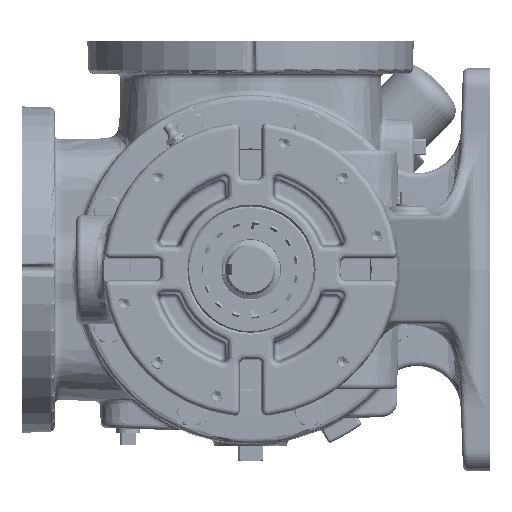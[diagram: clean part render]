
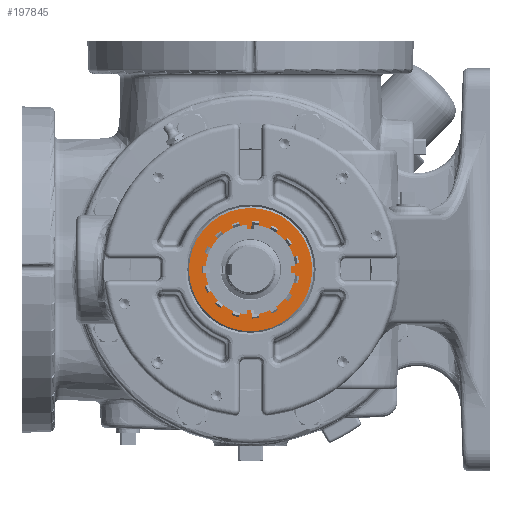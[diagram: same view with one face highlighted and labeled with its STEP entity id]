
A CAD part, left-side view. The second image highlights one B-rep face of the part: STEP entity #197845.
In plain terms, the highlighted planar face has unit normal (-1, 0, 0).
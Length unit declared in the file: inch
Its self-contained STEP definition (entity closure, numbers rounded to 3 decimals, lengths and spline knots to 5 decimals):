
#4833 = VERTEX_POINT ( 'NONE', #318614 ) ;
#35549 = EDGE_CURVE ( 'NONE', #253117, #266931, #94839, .T. ) ;
#38376 = CARTESIAN_POINT ( 'NONE',  ( -10.75474, 0., 0. ) ) ;
#45520 = PLANE ( 'NONE',  #147241 ) ;
#51278 = EDGE_CURVE ( 'NONE', #4833, #220167, #85634, .T. ) ;
#58380 = CARTESIAN_POINT ( 'NONE',  ( -10.75474, 0., 0. ) ) ;
#68863 = EDGE_CURVE ( 'NONE', #266931, #253117, #310972, .T. ) ;
#69816 = DIRECTION ( 'NONE',  ( 0., 0., 1. ) ) ;
#80032 = EDGE_CURVE ( 'NONE', #220167, #4833, #295694, .T. ) ;
#85634 = CIRCLE ( 'NONE', #180272, 1.415 ) ;
#94583 = AXIS2_PLACEMENT_3D ( 'NONE', #104608, #373037, #96886 ) ;
#94839 = CIRCLE ( 'NONE', #94583, 0.855 ) ;
#96886 = DIRECTION ( 'NONE',  ( 0., 0., 1. ) ) ;
#100676 = FACE_BOUND ( 'NONE', #203917, .T. ) ;
#104608 = CARTESIAN_POINT ( 'NONE',  ( -10.75474, 0., 0. ) ) ;
#112774 = ORIENTED_EDGE ( 'NONE', *, *, #68863, .F. ) ;
#126837 = ORIENTED_EDGE ( 'NONE', *, *, #35549, .F. ) ;
#143065 = CARTESIAN_POINT ( 'NONE',  ( -10.75474, 0., -0.855 ) ) ;
#147241 = AXIS2_PLACEMENT_3D ( 'NONE', #258320, #256414, #161869 ) ;
#156719 = CARTESIAN_POINT ( 'NONE',  ( -10.75474, 0., 0. ) ) ;
#161869 = DIRECTION ( 'NONE',  ( 0., 0., -1. ) ) ;
#165057 = ORIENTED_EDGE ( 'NONE', *, *, #51278, .T. ) ;
#178587 = DIRECTION ( 'NONE',  ( 0., 0., 1. ) ) ;
#180272 = AXIS2_PLACEMENT_3D ( 'NONE', #156719, #280835, #186300 ) ;
#186300 = DIRECTION ( 'NONE',  ( 0., 0., 1. ) ) ;
#197845 = ADVANCED_FACE ( 'NONE', ( #100676, #313572 ), #45520, .F. ) ;
#199837 = EDGE_LOOP ( 'NONE', ( #165057, #295459 ) ) ;
#203917 = EDGE_LOOP ( 'NONE', ( #126837, #112774 ) ) ;
#204279 = DIRECTION ( 'NONE',  ( -1., 0., 0. ) ) ;
#220167 = VERTEX_POINT ( 'NONE', #296921 ) ;
#237960 = CARTESIAN_POINT ( 'NONE',  ( -10.75474, 0., 0.855 ) ) ;
#253117 = VERTEX_POINT ( 'NONE', #237960 ) ;
#256414 = DIRECTION ( 'NONE',  ( 1., 0., 0. ) ) ;
#258320 = CARTESIAN_POINT ( 'NONE',  ( -10.75474, 0.855, 0. ) ) ;
#266931 = VERTEX_POINT ( 'NONE', #143065 ) ;
#280835 = DIRECTION ( 'NONE',  ( -1., 0., 0. ) ) ;
#283383 = AXIS2_PLACEMENT_3D ( 'NONE', #38376, #371585, #69816 ) ;
#295459 = ORIENTED_EDGE ( 'NONE', *, *, #80032, .T. ) ;
#295694 = CIRCLE ( 'NONE', #283383, 1.415 ) ;
#296921 = CARTESIAN_POINT ( 'NONE',  ( -10.75474, 0., 1.415 ) ) ;
#310972 = CIRCLE ( 'NONE', #361509, 0.855 ) ;
#313572 = FACE_OUTER_BOUND ( 'NONE', #199837, .T. ) ;
#318614 = CARTESIAN_POINT ( 'NONE',  ( -10.75474, 0., -1.415 ) ) ;
#361509 = AXIS2_PLACEMENT_3D ( 'NONE', #58380, #204279, #178587 ) ;
#371585 = DIRECTION ( 'NONE',  ( -1., 0., 0. ) ) ;
#373037 = DIRECTION ( 'NONE',  ( -1., 0., 0. ) ) ;
